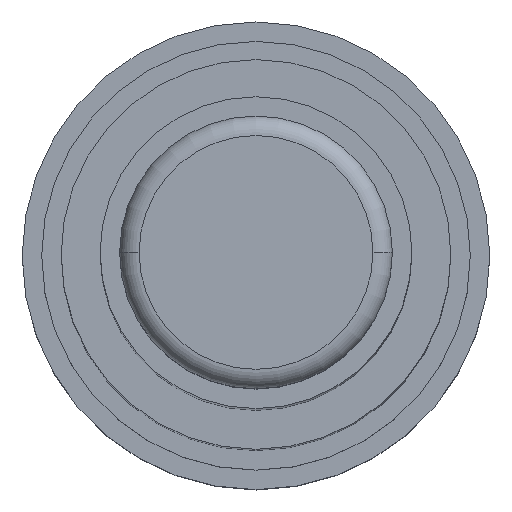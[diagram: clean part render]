
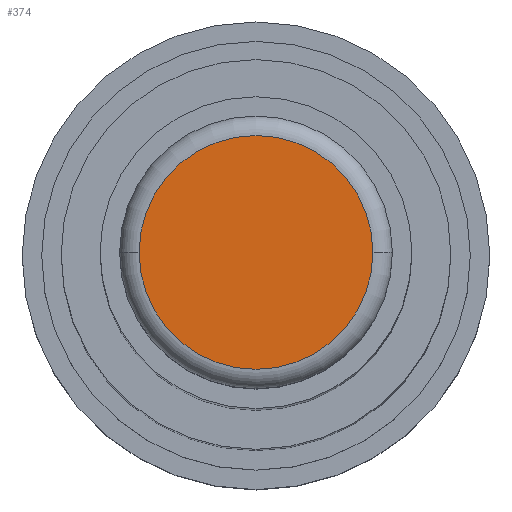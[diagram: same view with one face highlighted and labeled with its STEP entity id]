
A CAD part, top view. The second image highlights one B-rep face of the part: STEP entity #374.
In plain terms, the highlighted planar face has unit normal (0, 0, 1).
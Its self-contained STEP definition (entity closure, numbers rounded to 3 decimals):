
#56=CARTESIAN_POINT('',(0.,0.,0.));
#57=DIRECTION('',(0.,0.,1.));
#58=DIRECTION('',(1.,0.,0.));
#59=AXIS2_PLACEMENT_3D('',#56,#57,#58);
#65=CARTESIAN_POINT('',(0.,0.,0.));
#66=DIRECTION('',(0.,0.,1.));
#67=DIRECTION('',(-1.,0.,0.));
#68=AXIS2_PLACEMENT_3D('',#65,#66,#67);
#327=CARTESIAN_POINT('',(3.,0.,0.));
#328=CARTESIAN_POINT('',(-3.,0.,0.));
#329=VERTEX_POINT('',#327);
#330=VERTEX_POINT('',#328);
#363=CARTESIAN_POINT('',(0.,0.,0.));
#364=DIRECTION('',(0.,0.,1.));
#365=DIRECTION('',(1.,0.,0.));
#366=AXIS2_PLACEMENT_3D('',#363,#364,#365);
#367=PLANE('',#366);
#369=ORIENTED_EDGE('',*,*,#368,.F.);
#371=ORIENTED_EDGE('',*,*,#370,.F.);
#372=EDGE_LOOP('',(#369,#371));
#373=FACE_OUTER_BOUND('',#372,.F.);
#374=ADVANCED_FACE('',(#373),#367,.T.);
#60=CIRCLE('',#59,3.);
#69=CIRCLE('',#68,3.);
#368=EDGE_CURVE('',#329,#330,#60,.T.);
#370=EDGE_CURVE('',#330,#329,#69,.T.);
